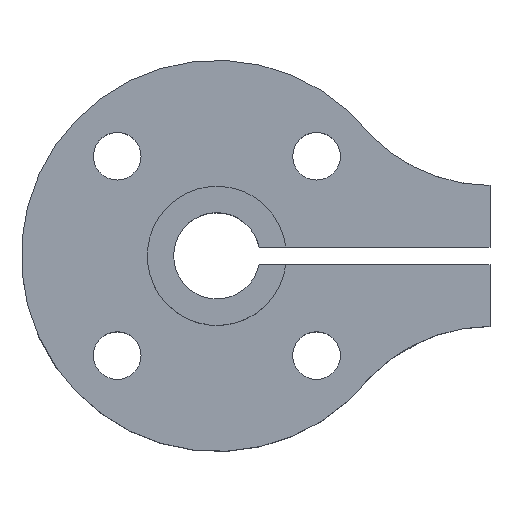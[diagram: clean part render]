
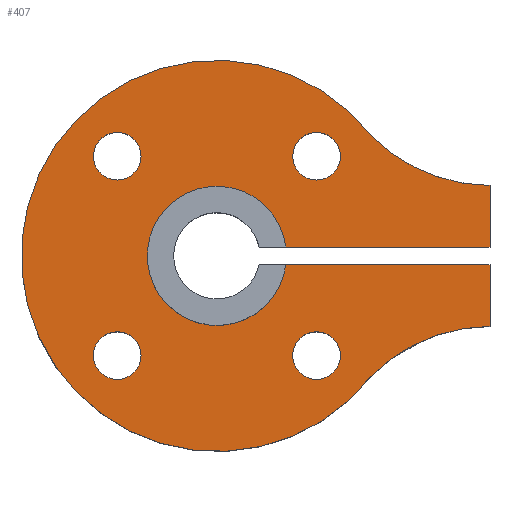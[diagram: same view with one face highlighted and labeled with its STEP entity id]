
A CAD part, top view. The second image highlights one B-rep face of the part: STEP entity #407.
In plain terms, the highlighted planar face has unit normal (0, 0, 1).
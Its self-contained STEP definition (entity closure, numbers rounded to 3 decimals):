
#19=PLANE('',#450);
#27=LINE('',#650,#52);
#30=LINE('',#656,#55);
#37=LINE('',#710,#62);
#43=LINE('',#720,#68);
#52=VECTOR('',#506,11.582);
#55=VECTOR('',#511,3.5);
#62=VECTOR('',#538,3.5);
#68=VECTOR('',#546,11.582);
#86=FACE_BOUND('',#163,.T.);
#87=FACE_BOUND('',#164,.T.);
#88=FACE_BOUND('',#165,.T.);
#89=FACE_BOUND('',#166,.T.);
#95=CIRCLE('',#422,3.95);
#97=CIRCLE('',#425,1.353);
#99=CIRCLE('',#428,1.353);
#101=CIRCLE('',#431,1.353);
#103=CIRCLE('',#434,1.353);
#104=CIRCLE('',#438,9.448);
#106=CIRCLE('',#441,11.1);
#109=CIRCLE('',#445,9.448);
#128=FACE_OUTER_BOUND('',#162,.T.);
#162=EDGE_LOOP('',(#327,#328,#329,#330,#331,#332,#333,#334));
#163=EDGE_LOOP('',(#335));
#164=EDGE_LOOP('',(#336));
#165=EDGE_LOOP('',(#337));
#166=EDGE_LOOP('',(#338));
#181=VERTEX_POINT('',#619);
#182=VERTEX_POINT('',#621);
#184=VERTEX_POINT('',#627);
#186=VERTEX_POINT('',#632);
#188=VERTEX_POINT('',#637);
#190=VERTEX_POINT('',#642);
#193=VERTEX_POINT('',#649);
#195=VERTEX_POINT('',#655);
#197=VERTEX_POINT('',#661);
#199=VERTEX_POINT('',#667);
#204=VERTEX_POINT('',#705);
#205=VERTEX_POINT('',#709);
#217=EDGE_CURVE('',#182,#181,#95,.T.);
#220=EDGE_CURVE('',#184,#184,#97,.T.);
#222=EDGE_CURVE('',#186,#186,#99,.T.);
#224=EDGE_CURVE('',#188,#188,#101,.T.);
#226=EDGE_CURVE('',#190,#190,#103,.T.);
#229=EDGE_CURVE('',#182,#193,#27,.T.);
#232=EDGE_CURVE('',#193,#195,#30,.T.);
#235=EDGE_CURVE('',#195,#197,#104,.T.);
#238=EDGE_CURVE('',#197,#199,#106,.T.);
#244=EDGE_CURVE('',#199,#204,#109,.T.);
#246=EDGE_CURVE('',#204,#205,#37,.T.);
#252=EDGE_CURVE('',#205,#181,#43,.T.);
#327=ORIENTED_EDGE('',*,*,#217,.T.);
#328=ORIENTED_EDGE('',*,*,#252,.F.);
#329=ORIENTED_EDGE('',*,*,#246,.F.);
#330=ORIENTED_EDGE('',*,*,#244,.F.);
#331=ORIENTED_EDGE('',*,*,#238,.F.);
#332=ORIENTED_EDGE('',*,*,#235,.F.);
#333=ORIENTED_EDGE('',*,*,#232,.F.);
#334=ORIENTED_EDGE('',*,*,#229,.F.);
#335=ORIENTED_EDGE('',*,*,#220,.T.);
#336=ORIENTED_EDGE('',*,*,#222,.T.);
#337=ORIENTED_EDGE('',*,*,#224,.T.);
#338=ORIENTED_EDGE('',*,*,#226,.T.);
#407=ADVANCED_FACE('',(#128,#86,#87,#88,#89),#19,.T.);
#422=AXIS2_PLACEMENT_3D('',#622,#475,#476);
#425=AXIS2_PLACEMENT_3D('',#628,#482,#483);
#428=AXIS2_PLACEMENT_3D('',#633,#488,#489);
#431=AXIS2_PLACEMENT_3D('',#638,#494,#495);
#434=AXIS2_PLACEMENT_3D('',#643,#500,#501);
#438=AXIS2_PLACEMENT_3D('',#662,#516,#517);
#441=AXIS2_PLACEMENT_3D('',#668,#523,#524);
#445=AXIS2_PLACEMENT_3D('',#706,#533,#534);
#450=AXIS2_PLACEMENT_3D('',#724,#552,#553);
#475=DIRECTION('center_axis',(0.,0.,-1.));
#476=DIRECTION('ref_axis',(0.992,-0.127,0.));
#482=DIRECTION('center_axis',(0.,0.,-1.));
#483=DIRECTION('ref_axis',(1.,0.,0.));
#488=DIRECTION('center_axis',(0.,0.,-1.));
#489=DIRECTION('ref_axis',(1.,0.,0.));
#494=DIRECTION('center_axis',(0.,0.,-1.));
#495=DIRECTION('ref_axis',(1.,0.,0.));
#500=DIRECTION('center_axis',(0.,0.,-1.));
#501=DIRECTION('ref_axis',(1.,0.,0.));
#506=DIRECTION('',(1.,0.,0.));
#511=DIRECTION('',(0.,-1.,0.));
#516=DIRECTION('center_axis',(0.,0.,1.));
#517=DIRECTION('ref_axis',(0.,1.,0.));
#523=DIRECTION('center_axis',(0.,0.,-1.));
#524=DIRECTION('ref_axis',(0.786,-0.619,0.));
#533=DIRECTION('center_axis',(0.,0.,1.));
#534=DIRECTION('ref_axis',(-0.718,-0.696,0.));
#538=DIRECTION('',(0.,-1.,0.));
#546=DIRECTION('',(-1.,0.,0.));
#552=DIRECTION('center_axis',(0.,0.,1.));
#553=DIRECTION('ref_axis',(1.,0.,0.));
#619=CARTESIAN_POINT('',(3.918,0.5,0.));
#621=CARTESIAN_POINT('',(3.918,-0.5,0.));
#622=CARTESIAN_POINT('Origin',(0.,0.,0.));
#627=CARTESIAN_POINT('',(-7.009,5.657,0.));
#628=CARTESIAN_POINT('Origin',(-5.657,5.657,0.));
#632=CARTESIAN_POINT('',(4.305,5.657,0.));
#633=CARTESIAN_POINT('Origin',(5.657,5.657,0.));
#637=CARTESIAN_POINT('',(4.304,-5.657,0.));
#638=CARTESIAN_POINT('Origin',(5.657,-5.657,0.));
#642=CARTESIAN_POINT('',(-7.01,-5.657,0.));
#643=CARTESIAN_POINT('Origin',(-5.657,-5.657,0.));
#649=CARTESIAN_POINT('',(15.5,-0.5,0.));
#650=CARTESIAN_POINT('',(3.918,-0.5,0.));
#655=CARTESIAN_POINT('',(15.5,-4.,0.));
#656=CARTESIAN_POINT('',(15.5,-0.5,0.));
#661=CARTESIAN_POINT('',(8.72,-6.868,0.));
#662=CARTESIAN_POINT('Origin',(15.5,-13.448,0.));
#667=CARTESIAN_POINT('',(8.72,6.868,0.));
#668=CARTESIAN_POINT('Origin',(0.,0.,0.));
#705=CARTESIAN_POINT('',(15.5,4.,0.));
#706=CARTESIAN_POINT('Origin',(15.5,13.448,0.));
#709=CARTESIAN_POINT('',(15.5,0.5,0.));
#710=CARTESIAN_POINT('',(15.5,4.,0.));
#720=CARTESIAN_POINT('',(15.5,0.5,0.));
#724=CARTESIAN_POINT('Origin',(15.5,-13.448,0.));
